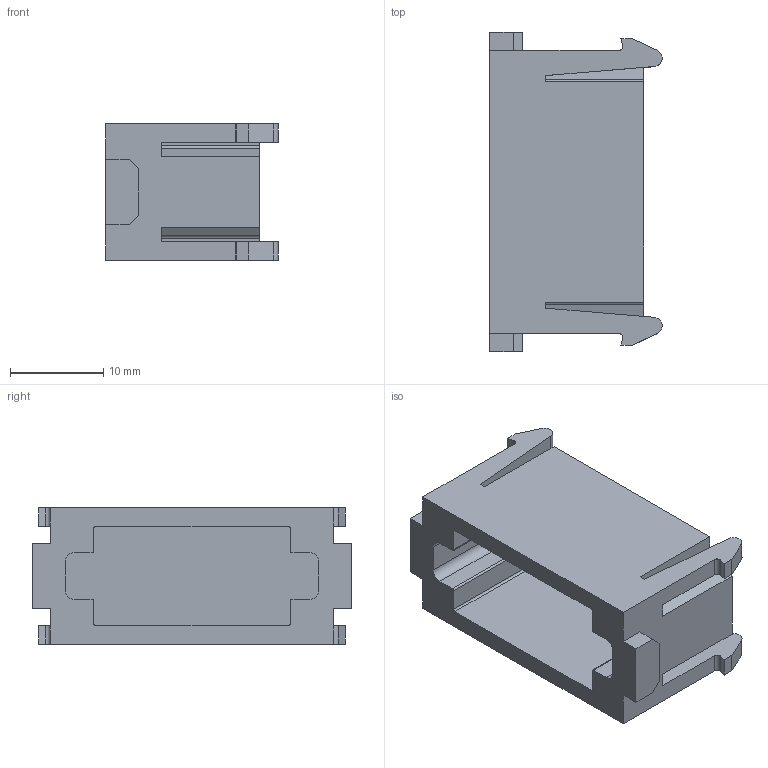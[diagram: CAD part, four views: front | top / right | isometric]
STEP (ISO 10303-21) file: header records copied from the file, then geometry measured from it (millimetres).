
FILE_DESCRIPTION((''),'2;1');
FILE_NAME('09140009950','2017-09-12T',('tl.yang'),(''),'PRO/ENGINEER BY PARAMETRIC TECHNOLOGY CORPORATION, 2011500','PRO/ENGINEER BY PARAMETRIC TECHNOLOGY CORPORATION, 2011500','');
FILE_SCHEMA(('CONFIG_CONTROL_DESIGN'));
Length unit declared in the file: millimetre
Products named in the file (1): 09140009950
Bounding box: 18.46 x 34.2 x 14.6 mm (x, y, z)
Volume: 3356 mm3; surface area: 3957.1 mm2
Topology: 1 solids, 1 shells, 87 faces, 252 edges, 168 vertices
Faces by surface type: plane 63, cylinder 24
Entity records: 2892 total; most frequent: CARTESIAN_POINT 507, ORIENTED_EDGE 504, DIRECTION 474, EDGE_CURVE 252, VECTOR 204, LINE 204, VERTEX_POINT 168, AXIS2_PLACEMENT_3D 135
